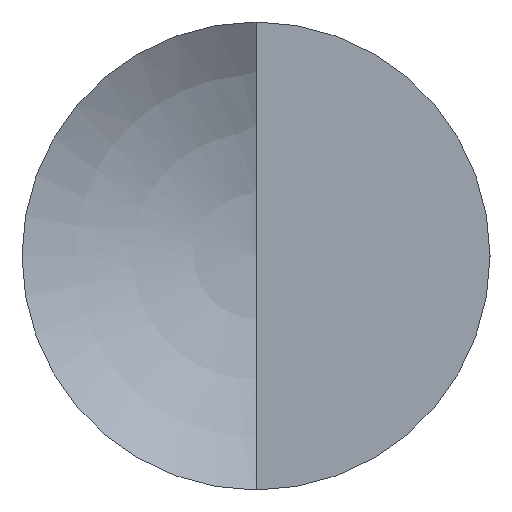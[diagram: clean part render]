
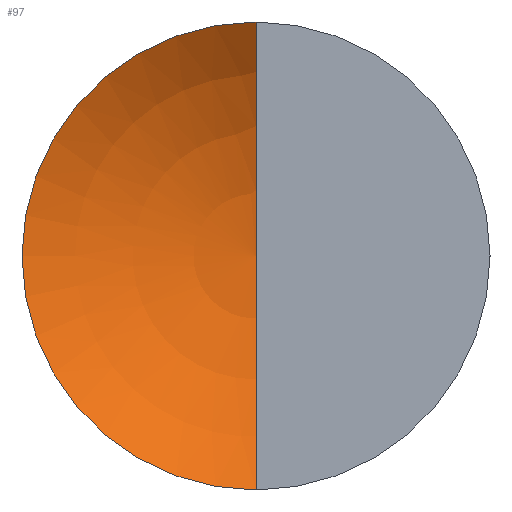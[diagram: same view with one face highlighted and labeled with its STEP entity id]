
A CAD part, top view. The second image highlights one B-rep face of the part: STEP entity #97.
In plain terms, the highlighted spherical face has radius 10 mm.
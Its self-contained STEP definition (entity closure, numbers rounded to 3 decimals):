
#97=ADVANCED_FACE('',(#107),#108,.F.);
#107=FACE_OUTER_BOUND('',#118,.T.);
#108=SPHERICAL_SURFACE('',#119,10.0);
#118=EDGE_LOOP('',(#133));
#119=AXIS2_PLACEMENT_3D('',#134,#135,#136);
#133=ORIENTED_EDGE('',*,*,#142,.F.);
#134=CARTESIAN_POINT('',(0.0,0.0,14.0));
#135=DIRECTION('',(0.0,0.0,1.0));
#136=DIRECTION('',(0.0,1.0,0.0));
#142=EDGE_CURVE('',#146,#146,#147,.T.);
#146=VERTEX_POINT('',#154);
#147=CIRCLE('',#155,6.);
#154=CARTESIAN_POINT('',(0.,-6.,6.));
#155=AXIS2_PLACEMENT_3D('',#162,#163,#164);
#162=CARTESIAN_POINT('',(0.0,0.0,6.));
#163=DIRECTION('',(0.0,0.0,-1.0));
#164=DIRECTION('',(0.0,1.0,0.0));
